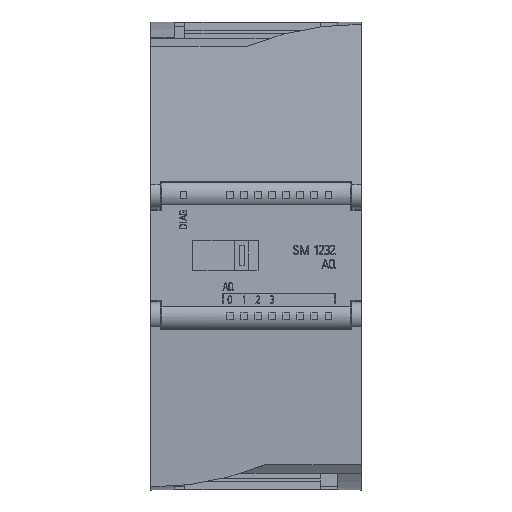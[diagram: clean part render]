
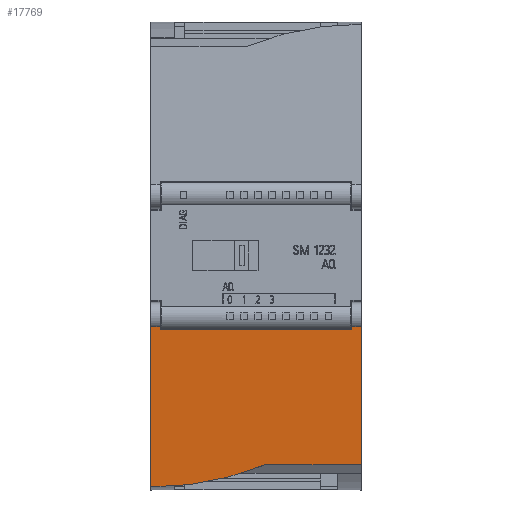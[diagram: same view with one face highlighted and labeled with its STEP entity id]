
A CAD part, top view. The second image highlights one B-rep face of the part: STEP entity #17769.
In plain terms, the highlighted face is planar.
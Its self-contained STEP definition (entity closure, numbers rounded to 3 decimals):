
#2036=CIRCLE('',#49349,62.647);
#17769=ADVANCED_FACE('131',(#20944),#19228,.F.);
#19228=PLANE('',#49350);
#20944=FACE_OUTER_BOUND('',#23015,.T.);
#23015=EDGE_LOOP('',(#32160,#32161,#32162,#32163,#32164,#32165,#32166,#32167,
#32168));
#32160=ORIENTED_EDGE('',*,*,#39865,.T.);
#32161=ORIENTED_EDGE('',*,*,#39853,.T.);
#32162=ORIENTED_EDGE('',*,*,#39875,.T.);
#32163=ORIENTED_EDGE('',*,*,#39861,.T.);
#32164=ORIENTED_EDGE('',*,*,#39873,.T.);
#32165=ORIENTED_EDGE('',*,*,#39876,.T.);
#32166=ORIENTED_EDGE('',*,*,#39877,.T.);
#32167=ORIENTED_EDGE('',*,*,#39878,.F.);
#32168=ORIENTED_EDGE('',*,*,#39879,.F.);
#35275=VERTEX_POINT('',#80769);
#35276=VERTEX_POINT('',#80771);
#35283=VERTEX_POINT('',#80786);
#35284=VERTEX_POINT('',#80788);
#35287=VERTEX_POINT('',#80796);
#35292=VERTEX_POINT('',#80811);
#35293=VERTEX_POINT('',#80816);
#35294=VERTEX_POINT('',#80818);
#35295=VERTEX_POINT('',#80820);
#39853=EDGE_CURVE('',#35276,#35275,#43554,.T.);
#39861=EDGE_CURVE('',#35284,#35283,#43559,.T.);
#39865=EDGE_CURVE('',#35287,#35276,#43562,.T.);
#39873=EDGE_CURVE('',#35283,#35292,#43569,.T.);
#39875=EDGE_CURVE('',#35275,#35284,#43570,.T.);
#39876=EDGE_CURVE('',#35292,#35293,#43571,.T.);
#39877=EDGE_CURVE('',#35293,#35294,#2036,.T.);
#39878=EDGE_CURVE('',#35295,#35294,#43572,.T.);
#39879=EDGE_CURVE('',#35287,#35295,#43573,.T.);
#43554=LINE('',#80770,#47559);
#43559=LINE('',#80787,#47564);
#43562=LINE('',#80795,#47567);
#43569=LINE('',#80810,#47574);
#43570=LINE('',#80814,#47575);
#43571=LINE('',#80815,#47576);
#43572=LINE('',#80819,#47577);
#43573=LINE('',#80821,#47578);
#47559=VECTOR('',#56853,1.);
#47564=VECTOR('',#56866,1.);
#47567=VECTOR('',#56873,1.);
#47574=VECTOR('',#56886,1.);
#47575=VECTOR('',#56891,1.);
#47576=VECTOR('',#56892,1.);
#47577=VECTOR('',#56895,1.);
#47578=VECTOR('',#56896,1.);
#49349=AXIS2_PLACEMENT_3D('',#80817,#56893,#56894);
#49350=AXIS2_PLACEMENT_3D('',#80822,#56897,#56898);
#56853=DIRECTION('',(0.,-0.071,0.997));
#56866=DIRECTION('',(0.,0.071,-0.997));
#56873=DIRECTION('',(-1.,0.,0.));
#56886=DIRECTION('',(-1.,0.,0.));
#56891=DIRECTION('',(-1.,0.,0.));
#56892=DIRECTION('',(0.,-0.071,0.997));
#56893=DIRECTION('',(0.,0.997,0.071));
#56894=DIRECTION('',(-1.,0.,0.));
#56895=DIRECTION('',(-1.,0.,0.));
#56896=DIRECTION('',(0.,-0.071,0.997));
#56897=DIRECTION('',(0.,-0.997,-0.071));
#56898=DIRECTION('',(0.,0.071,-0.997));
#80769=CARTESIAN_POINT('',(20.5,1.991,2.74));
#80770=CARTESIAN_POINT('',(20.5,2.029,2.214));
#80771=CARTESIAN_POINT('',(20.5,2.029,2.214));
#80786=CARTESIAN_POINT('',(-20.5,2.029,2.214));
#80787=CARTESIAN_POINT('',(-20.5,2.029,2.214));
#80788=CARTESIAN_POINT('',(-20.5,1.991,2.74));
#80795=CARTESIAN_POINT('',(22.5,2.029,2.214));
#80796=CARTESIAN_POINT('',(22.5,2.029,2.214));
#80810=CARTESIAN_POINT('',(22.5,2.029,2.214));
#80811=CARTESIAN_POINT('',(-22.5,2.029,2.214));
#80814=CARTESIAN_POINT('',(22.5,1.991,2.74));
#80815=CARTESIAN_POINT('',(-22.5,2.029,2.214));
#80816=CARTESIAN_POINT('',(-22.5,-0.419,36.456));
#80817=CARTESIAN_POINT('',(-21.962,4.048,-26.029));
#80818=CARTESIAN_POINT('',(1.877,-0.083,31.757));
#80819=CARTESIAN_POINT('',(22.5,-0.083,31.757));
#80820=CARTESIAN_POINT('',(22.5,-0.083,31.757));
#80821=CARTESIAN_POINT('',(22.5,2.029,2.214));
#80822=CARTESIAN_POINT('',(22.5,2.029,2.214));
